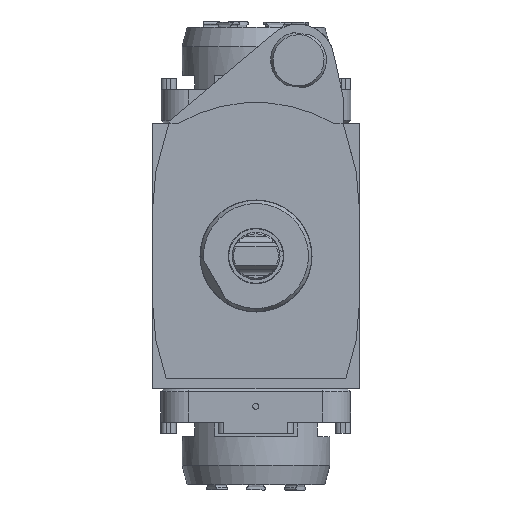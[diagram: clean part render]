
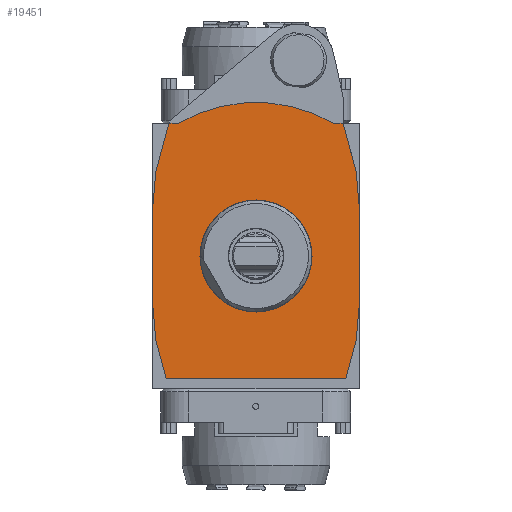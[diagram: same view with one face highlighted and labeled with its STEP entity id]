
A CAD part, front view. The second image highlights one B-rep face of the part: STEP entity #19451.
In plain terms, the highlighted planar face has unit normal (0, -1, 0).
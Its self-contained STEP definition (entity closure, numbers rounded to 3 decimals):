
#80 = ORIENTED_EDGE ( 'NONE', *, *, #29122, .F. ) ;
#591 = DIRECTION ( 'NONE',  ( 0., 1., 0. ) ) ;
#680 = EDGE_CURVE ( 'NONE', #26535, #30286, #26172, .T. ) ;
#771 = CARTESIAN_POINT ( 'NONE',  ( 37., -130., -17.21 ) ) ;
#1089 = LINE ( 'NONE', #11070, #9532 ) ;
#1639 = CARTESIAN_POINT ( 'NONE',  ( 32.158, -130., -44. ) ) ;
#1671 = CIRCLE ( 'NONE', #21520, 20.059 ) ;
#1754 = VERTEX_POINT ( 'NONE', #25249 ) ;
#2031 = EDGE_CURVE ( 'NONE', #3953, #30286, #30351, .T. ) ;
#2118 = CARTESIAN_POINT ( 'NONE',  ( 37., -130., 17.21 ) ) ;
#2149 = VECTOR ( 'NONE', #7555, 1000. ) ;
#2873 = ORIENTED_EDGE ( 'NONE', *, *, #680, .F. ) ;
#3052 = DIRECTION ( 'NONE',  ( 0.087, 0., 0.996 ) ) ;
#3174 = FACE_BOUND ( 'NONE', #22573, .T. ) ;
#3288 = ORIENTED_EDGE ( 'NONE', *, *, #28753, .T. ) ;
#3495 = CARTESIAN_POINT ( 'NONE',  ( 31.22, -130., 47.5 ) ) ;
#3694 = CARTESIAN_POINT ( 'NONE',  ( 41.003, -130., -10.987 ) ) ;
#3953 = VERTEX_POINT ( 'NONE', #771 ) ;
#4244 = CARTESIAN_POINT ( 'NONE',  ( -35.867, -130., -30.155 ) ) ;
#4379 = VERTEX_POINT ( 'NONE', #21972 ) ;
#5361 = VERTEX_POINT ( 'NONE', #15754 ) ;
#5499 = DIRECTION ( 'NONE',  ( -1., 0., 0. ) ) ;
#5691 = LINE ( 'NONE', #14786, #19885 ) ;
#5715 = CARTESIAN_POINT ( 'NONE',  ( -32.158, -130., -44. ) ) ;
#5976 = CARTESIAN_POINT ( 'NONE',  ( -31.22, -130., 47.5 ) ) ;
#6031 = EDGE_CURVE ( 'NONE', #13370, #4379, #22310, .T. ) ;
#6541 = CARTESIAN_POINT ( 'NONE',  ( -41.003, -130., -10.987 ) ) ;
#6836 = CARTESIAN_POINT ( 'NONE',  ( 38.213, -130., -3.343 ) ) ;
#6907 = VERTEX_POINT ( 'NONE', #22111 ) ;
#7306 = VECTOR ( 'NONE', #10558, 1000. ) ;
#7384 = DIRECTION ( 'NONE',  ( 0., 0., -1. ) ) ;
#7555 = DIRECTION ( 'NONE',  ( -1., 0., 0. ) ) ;
#7628 = DIRECTION ( 'NONE',  ( -0.087, 0., -0.996 ) ) ;
#7771 = VECTOR ( 'NONE', #7628, 1000. ) ;
#8308 = DIRECTION ( 'NONE',  ( 0., 0., 1. ) ) ;
#8440 = LINE ( 'NONE', #5976, #13047 ) ;
#8446 = DIRECTION ( 'NONE',  ( -1., 0., 0. ) ) ;
#8675 = DIRECTION ( 'NONE',  ( -0.259, 0., 0.966 ) ) ;
#9148 = VERTEX_POINT ( 'NONE', #5715 ) ;
#9532 = VECTOR ( 'NONE', #10295, 1000. ) ;
#9555 = ORIENTED_EDGE ( 'NONE', *, *, #30067, .F. ) ;
#9790 = ORIENTED_EDGE ( 'NONE', *, *, #6031, .F. ) ;
#10295 = DIRECTION ( 'NONE',  ( -0.087, 0., 0.996 ) ) ;
#10558 = DIRECTION ( 'NONE',  ( 0., 0., 1. ) ) ;
#10814 = EDGE_CURVE ( 'NONE', #27420, #5361, #1089, .T. ) ;
#11070 = CARTESIAN_POINT ( 'NONE',  ( -38.213, -130., -3.343 ) ) ;
#11360 = CARTESIAN_POINT ( 'NONE',  ( 35.867, -130., 30.155 ) ) ;
#12419 = ORIENTED_EDGE ( 'NONE', *, *, #10814, .F. ) ;
#12776 = CARTESIAN_POINT ( 'NONE',  ( -31.22, -130., 47.5 ) ) ;
#13047 = VECTOR ( 'NONE', #5499, 1000. ) ;
#13370 = VERTEX_POINT ( 'NONE', #27339 ) ;
#13560 = VERTEX_POINT ( 'NONE', #3495 ) ;
#13713 = EDGE_LOOP ( 'NONE', ( #9790, #18925, #20177, #3288, #15245, #12419, #9555, #80, #27887, #19578, #15710, #2873, #21534, #17065 ) ) ;
#14786 = CARTESIAN_POINT ( 'NONE',  ( -37., -130., 0. ) ) ;
#14838 = VECTOR ( 'NONE', #8675, 1000. ) ;
#14933 = CARTESIAN_POINT ( 'NONE',  ( 0., -130., 0. ) ) ;
#15245 = ORIENTED_EDGE ( 'NONE', *, *, #23820, .F. ) ;
#15384 = VERTEX_POINT ( 'NONE', #1639 ) ;
#15495 = CARTESIAN_POINT ( 'NONE',  ( 37., -130., 0. ) ) ;
#15524 = CARTESIAN_POINT ( 'NONE',  ( -31.22, -130., 47.5 ) ) ;
#15562 = AXIS2_PLACEMENT_3D ( 'NONE', #18108, #591, #25305 ) ;
#15710 = ORIENTED_EDGE ( 'NONE', *, *, #2031, .T. ) ;
#15716 = CARTESIAN_POINT ( 'NONE',  ( 38.213, -130., 3.343 ) ) ;
#15754 = CARTESIAN_POINT ( 'NONE',  ( -37., -130., -17.21 ) ) ;
#16382 = LINE ( 'NONE', #6541, #14838 ) ;
#16749 = CARTESIAN_POINT ( 'NONE',  ( -35.867, -130., 30.155 ) ) ;
#17013 = EDGE_CURVE ( 'NONE', #13560, #26535, #20816, .T. ) ;
#17065 = ORIENTED_EDGE ( 'NONE', *, *, #18441, .T. ) ;
#17857 = EDGE_CURVE ( 'NONE', #1754, #3953, #19276, .T. ) ;
#18074 = CARTESIAN_POINT ( 'NONE',  ( 41.003, -130., 10.987 ) ) ;
#18108 = CARTESIAN_POINT ( 'NONE',  ( 0., -130., 0. ) ) ;
#18179 = LINE ( 'NONE', #12776, #2149 ) ;
#18441 = EDGE_CURVE ( 'NONE', #13560, #4379, #8440, .T. ) ;
#18702 = DIRECTION ( 'NONE',  ( 0., 0., -1. ) ) ;
#18734 = VECTOR ( 'NONE', #3052, 1000. ) ;
#18925 = ORIENTED_EDGE ( 'NONE', *, *, #18983, .T. ) ;
#18983 = EDGE_CURVE ( 'NONE', #13370, #27521, #18179, .T. ) ;
#19276 = LINE ( 'NONE', #6836, #18734 ) ;
#19292 = VECTOR ( 'NONE', #20918, 1000. ) ;
#19451 = ADVANCED_FACE ( 'Defeature completata1_212', ( #27733, #3174 ), #25917, .F. ) ;
#19578 = ORIENTED_EDGE ( 'NONE', *, *, #17857, .T. ) ;
#19885 = VECTOR ( 'NONE', #8308, 1000. ) ;
#19958 = EDGE_CURVE ( 'NONE', #15384, #1754, #23174, .T. ) ;
#20056 = CARTESIAN_POINT ( 'NONE',  ( -38.213, -130., 3.343 ) ) ;
#20147 = DIRECTION ( 'NONE',  ( -0.259, 0., -0.966 ) ) ;
#20177 = ORIENTED_EDGE ( 'NONE', *, *, #22234, .T. ) ;
#20816 = LINE ( 'NONE', #18074, #27058 ) ;
#20893 = VECTOR ( 'NONE', #8446, 1000. ) ;
#20918 = DIRECTION ( 'NONE',  ( 0.087, 0., -0.996 ) ) ;
#21188 = LINE ( 'NONE', #28233, #20893 ) ;
#21323 = VECTOR ( 'NONE', #20147, 1000. ) ;
#21520 = AXIS2_PLACEMENT_3D ( 'NONE', #14933, #32240, #7384 ) ;
#21534 = ORIENTED_EDGE ( 'NONE', *, *, #17013, .F. ) ;
#21972 = CARTESIAN_POINT ( 'NONE',  ( 27.726, -130., 47.5 ) ) ;
#22111 = CARTESIAN_POINT ( 'NONE',  ( 0., -130., -20.059 ) ) ;
#22234 = EDGE_CURVE ( 'NONE', #27521, #30762, #24894, .T. ) ;
#22310 = CIRCLE ( 'NONE', #15562, 55. ) ;
#22427 = CARTESIAN_POINT ( 'NONE',  ( -41.003, -130., 10.987 ) ) ;
#22501 = LINE ( 'NONE', #20056, #7771 ) ;
#22573 = EDGE_LOOP ( 'NONE', ( #28757 ) ) ;
#23127 = CARTESIAN_POINT ( 'NONE',  ( 0., -130., 21.2 ) ) ;
#23174 = LINE ( 'NONE', #3694, #26359 ) ;
#23820 = EDGE_CURVE ( 'NONE', #5361, #30598, #5691, .T. ) ;
#24894 = LINE ( 'NONE', #22427, #21323 ) ;
#25249 = CARTESIAN_POINT ( 'NONE',  ( 35.867, -130., -30.155 ) ) ;
#25305 = DIRECTION ( 'NONE',  ( 0., 0., -1. ) ) ;
#25829 = CARTESIAN_POINT ( 'NONE',  ( -37., -130., 17.21 ) ) ;
#25840 = EDGE_CURVE ( 'NONE', #6907, #6907, #1671, .T. ) ;
#25917 = PLANE ( 'NONE',  #28320 ) ;
#26172 = LINE ( 'NONE', #15716, #19292 ) ;
#26359 = VECTOR ( 'NONE', #31188, 1000. ) ;
#26535 = VERTEX_POINT ( 'NONE', #11360 ) ;
#27058 = VECTOR ( 'NONE', #30317, 1000. ) ;
#27339 = CARTESIAN_POINT ( 'NONE',  ( -27.726, -130., 47.5 ) ) ;
#27420 = VERTEX_POINT ( 'NONE', #4244 ) ;
#27521 = VERTEX_POINT ( 'NONE', #15524 ) ;
#27733 = FACE_OUTER_BOUND ( 'NONE', #13713, .T. ) ;
#27887 = ORIENTED_EDGE ( 'NONE', *, *, #19958, .T. ) ;
#28233 = CARTESIAN_POINT ( 'NONE',  ( 0., -130., -44. ) ) ;
#28320 = AXIS2_PLACEMENT_3D ( 'NONE', #23127, #28355, #18702 ) ;
#28355 = DIRECTION ( 'NONE',  ( 0., 1., 0. ) ) ;
#28753 = EDGE_CURVE ( 'NONE', #30762, #30598, #22501, .T. ) ;
#28757 = ORIENTED_EDGE ( 'NONE', *, *, #25840, .F. ) ;
#29122 = EDGE_CURVE ( 'NONE', #15384, #9148, #21188, .T. ) ;
#30067 = EDGE_CURVE ( 'NONE', #9148, #27420, #16382, .T. ) ;
#30286 = VERTEX_POINT ( 'NONE', #2118 ) ;
#30317 = DIRECTION ( 'NONE',  ( 0.259, 0., -0.966 ) ) ;
#30351 = LINE ( 'NONE', #15495, #7306 ) ;
#30598 = VERTEX_POINT ( 'NONE', #25829 ) ;
#30762 = VERTEX_POINT ( 'NONE', #16749 ) ;
#31188 = DIRECTION ( 'NONE',  ( 0.259, 0., 0.966 ) ) ;
#32240 = DIRECTION ( 'NONE',  ( 0., -1., 0. ) ) ;
